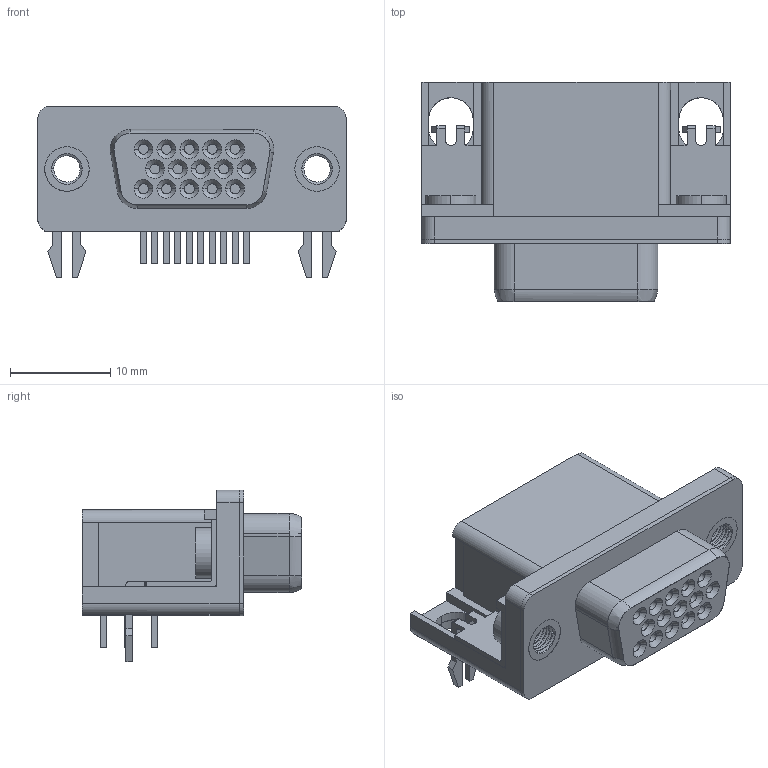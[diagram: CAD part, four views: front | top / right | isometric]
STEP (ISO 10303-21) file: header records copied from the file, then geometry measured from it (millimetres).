
FILE_DESCRIPTION(('CATIA V5 STEP Exchange','CAx-IF Rec.Pracs.--- Model Styling and Organization---1.4--- 2014-01-23'),'2;1');
FILE_NAME ('1171816-2_0', '2020-12-08T15:55:02+00:00', ('none'), ('Weidmueller'), 'CATIA Version 5-6 Release 2016 SP3 HF44', 'CATIA V5 STEP AP214', 'none');
FILE_SCHEMA(('AUTOMOTIVE_DESIGN { 1 0 10303 214 1 1 1 1 }'));
Length unit declared in the file: millimetre
Products named in the file (1): 2706950000
Bounding box: 30.81 x 21.9 x 17.15 mm (x, y, z)
Volume: 4590 mm3; surface area: 6726.3 mm2
Topology: 27 solids, 28 shells, 847 faces, 2072 edges, 1280 vertices
Faces by surface type: bspline 400, plane 245, cylinder 172, cone 30
Entity records: 25390 total; most frequent: CARTESIAN_POINT 10137, ORIENTED_EDGE 4144, EDGE_CURVE 2072, DIRECTION 1822, VERTEX_POINT 1280, EDGE_LOOP 896, ADVANCED_FACE 847, FACE_OUTER_BOUND 847
